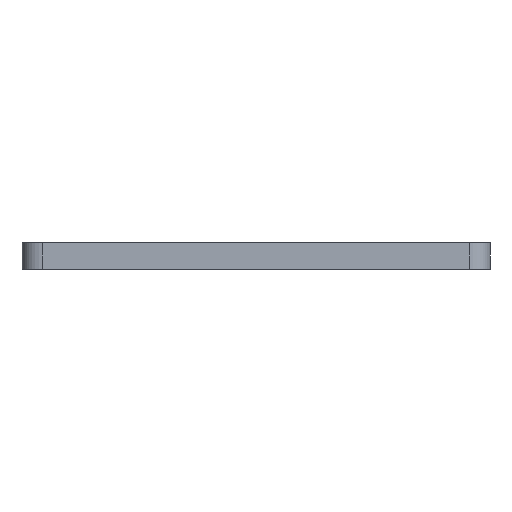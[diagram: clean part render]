
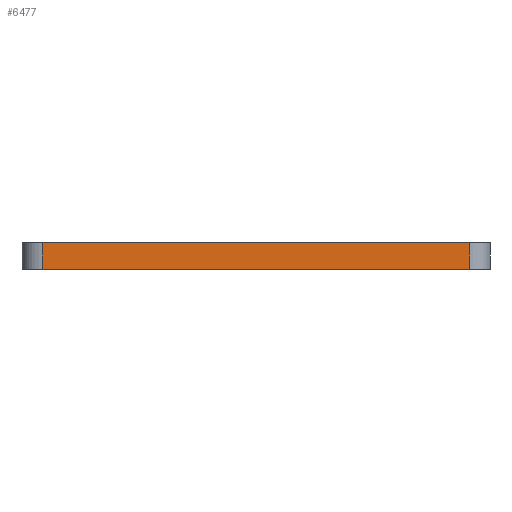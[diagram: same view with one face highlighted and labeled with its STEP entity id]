
A CAD part, left-side view. The second image highlights one B-rep face of the part: STEP entity #6477.
In plain terms, the highlighted planar face has unit normal (-1, 0, 0).
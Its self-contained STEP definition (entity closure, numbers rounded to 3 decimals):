
#84 = PLANE('',#85);
#85 = AXIS2_PLACEMENT_3D('',#86,#87,#88);
#86 = CARTESIAN_POINT('',(154.302,-101.247,4.69));
#87 = DIRECTION('',(0.,0.,1.));
#88 = DIRECTION('',(1.,0.,-0.));
#139 = PLANE('',#140);
#140 = AXIS2_PLACEMENT_3D('',#141,#142,#143);
#141 = CARTESIAN_POINT('',(154.302,-101.247,0.));
#142 = DIRECTION('',(0.,0.,1.));
#143 = DIRECTION('',(1.,0.,-0.));
#361 = VERTEX_POINT('',#362);
#362 = CARTESIAN_POINT('',(113.297,-63.799,0.));
#377 = CYLINDRICAL_SURFACE('',#378,3.556);
#378 = AXIS2_PLACEMENT_3D('',#379,#380,#381);
#379 = CARTESIAN_POINT('',(116.853,-63.799,0.));
#380 = DIRECTION('',(-0.,-0.,-1.));
#381 = DIRECTION('',(1.,0.,-0.));
#389 = EDGE_CURVE('',#390,#361,#392,.T.);
#390 = VERTEX_POINT('',#391);
#391 = CARTESIAN_POINT('',(113.297,-138.684,0.));
#392 = SURFACE_CURVE('',#393,(#397,#404),.PCURVE_S1.);
#393 = LINE('',#394,#395);
#394 = CARTESIAN_POINT('',(113.297,-138.684,0.));
#395 = VECTOR('',#396,1.);
#396 = DIRECTION('',(0.,1.,0.));
#397 = PCURVE('',#139,#398);
#398 = DEFINITIONAL_REPRESENTATION('',(#399),#403);
#399 = LINE('',#400,#401);
#400 = CARTESIAN_POINT('',(-41.005,-37.437));
#401 = VECTOR('',#402,1.);
#402 = DIRECTION('',(0.,1.));
#403 = ( GEOMETRIC_REPRESENTATION_CONTEXT(2) 
PARAMETRIC_REPRESENTATION_CONTEXT() REPRESENTATION_CONTEXT('2D SPACE',''
  ) );
#404 = PCURVE('',#405,#410);
#405 = PLANE('',#406);
#406 = AXIS2_PLACEMENT_3D('',#407,#408,#409);
#407 = CARTESIAN_POINT('',(113.297,-138.684,0.));
#408 = DIRECTION('',(-1.,0.,0.));
#409 = DIRECTION('',(0.,1.,0.));
#410 = DEFINITIONAL_REPRESENTATION('',(#411),#415);
#411 = LINE('',#412,#413);
#412 = CARTESIAN_POINT('',(0.,0.));
#413 = VECTOR('',#414,1.);
#414 = DIRECTION('',(1.,0.));
#415 = ( GEOMETRIC_REPRESENTATION_CONTEXT(2) 
PARAMETRIC_REPRESENTATION_CONTEXT() REPRESENTATION_CONTEXT('2D SPACE',''
  ) );
#434 = CYLINDRICAL_SURFACE('',#435,3.543);
#435 = AXIS2_PLACEMENT_3D('',#436,#437,#438);
#436 = CARTESIAN_POINT('',(116.84,-138.697,0.));
#437 = DIRECTION('',(-0.,-0.,-1.));
#438 = DIRECTION('',(1.,0.,-0.));
#3652 = VERTEX_POINT('',#3653);
#3653 = CARTESIAN_POINT('',(113.297,-63.799,4.69));
#3675 = EDGE_CURVE('',#3676,#3652,#3678,.T.);
#3676 = VERTEX_POINT('',#3677);
#3677 = CARTESIAN_POINT('',(113.297,-138.684,4.69));
#3678 = SURFACE_CURVE('',#3679,(#3683,#3690),.PCURVE_S1.);
#3679 = LINE('',#3680,#3681);
#3680 = CARTESIAN_POINT('',(113.297,-138.684,4.69));
#3681 = VECTOR('',#3682,1.);
#3682 = DIRECTION('',(0.,1.,0.));
#3683 = PCURVE('',#84,#3684);
#3684 = DEFINITIONAL_REPRESENTATION('',(#3685),#3689);
#3685 = LINE('',#3686,#3687);
#3686 = CARTESIAN_POINT('',(-41.005,-37.437));
#3687 = VECTOR('',#3688,1.);
#3688 = DIRECTION('',(0.,1.));
#3689 = ( GEOMETRIC_REPRESENTATION_CONTEXT(2) 
PARAMETRIC_REPRESENTATION_CONTEXT() REPRESENTATION_CONTEXT('2D SPACE',''
  ) );
#3690 = PCURVE('',#405,#3691);
#3691 = DEFINITIONAL_REPRESENTATION('',(#3692),#3696);
#3692 = LINE('',#3693,#3694);
#3693 = CARTESIAN_POINT('',(0.,-4.69));
#3694 = VECTOR('',#3695,1.);
#3695 = DIRECTION('',(1.,0.));
#3696 = ( GEOMETRIC_REPRESENTATION_CONTEXT(2) 
PARAMETRIC_REPRESENTATION_CONTEXT() REPRESENTATION_CONTEXT('2D SPACE',''
  ) );
#6427 = EDGE_CURVE('',#390,#3676,#6428,.T.);
#6428 = SURFACE_CURVE('',#6429,(#6433,#6440),.PCURVE_S1.);
#6429 = LINE('',#6430,#6431);
#6430 = CARTESIAN_POINT('',(113.297,-138.684,0.));
#6431 = VECTOR('',#6432,1.);
#6432 = DIRECTION('',(0.,0.,1.));
#6433 = PCURVE('',#434,#6434);
#6434 = DEFINITIONAL_REPRESENTATION('',(#6435),#6439);
#6435 = LINE('',#6436,#6437);
#6436 = CARTESIAN_POINT('',(-3.138,0.));
#6437 = VECTOR('',#6438,1.);
#6438 = DIRECTION('',(-0.,-1.));
#6439 = ( GEOMETRIC_REPRESENTATION_CONTEXT(2) 
PARAMETRIC_REPRESENTATION_CONTEXT() REPRESENTATION_CONTEXT('2D SPACE',''
  ) );
#6440 = PCURVE('',#405,#6441);
#6441 = DEFINITIONAL_REPRESENTATION('',(#6442),#6446);
#6442 = LINE('',#6443,#6444);
#6443 = CARTESIAN_POINT('',(0.,0.));
#6444 = VECTOR('',#6445,1.);
#6445 = DIRECTION('',(0.,-1.));
#6446 = ( GEOMETRIC_REPRESENTATION_CONTEXT(2) 
PARAMETRIC_REPRESENTATION_CONTEXT() REPRESENTATION_CONTEXT('2D SPACE',''
  ) );
#6477 = ADVANCED_FACE('',(#6478),#405,.T.);
#6478 = FACE_BOUND('',#6479,.T.);
#6479 = EDGE_LOOP('',(#6480,#6481,#6482,#6503));
#6480 = ORIENTED_EDGE('',*,*,#6427,.T.);
#6481 = ORIENTED_EDGE('',*,*,#3675,.T.);
#6482 = ORIENTED_EDGE('',*,*,#6483,.F.);
#6483 = EDGE_CURVE('',#361,#3652,#6484,.T.);
#6484 = SURFACE_CURVE('',#6485,(#6489,#6496),.PCURVE_S1.);
#6485 = LINE('',#6486,#6487);
#6486 = CARTESIAN_POINT('',(113.297,-63.799,0.));
#6487 = VECTOR('',#6488,1.);
#6488 = DIRECTION('',(0.,0.,1.));
#6489 = PCURVE('',#405,#6490);
#6490 = DEFINITIONAL_REPRESENTATION('',(#6491),#6495);
#6491 = LINE('',#6492,#6493);
#6492 = CARTESIAN_POINT('',(74.885,0.));
#6493 = VECTOR('',#6494,1.);
#6494 = DIRECTION('',(0.,-1.));
#6495 = ( GEOMETRIC_REPRESENTATION_CONTEXT(2) 
PARAMETRIC_REPRESENTATION_CONTEXT() REPRESENTATION_CONTEXT('2D SPACE',''
  ) );
#6496 = PCURVE('',#377,#6497);
#6497 = DEFINITIONAL_REPRESENTATION('',(#6498),#6502);
#6498 = LINE('',#6499,#6500);
#6499 = CARTESIAN_POINT('',(-3.142,0.));
#6500 = VECTOR('',#6501,1.);
#6501 = DIRECTION('',(-0.,-1.));
#6502 = ( GEOMETRIC_REPRESENTATION_CONTEXT(2) 
PARAMETRIC_REPRESENTATION_CONTEXT() REPRESENTATION_CONTEXT('2D SPACE',''
  ) );
#6503 = ORIENTED_EDGE('',*,*,#389,.F.);
